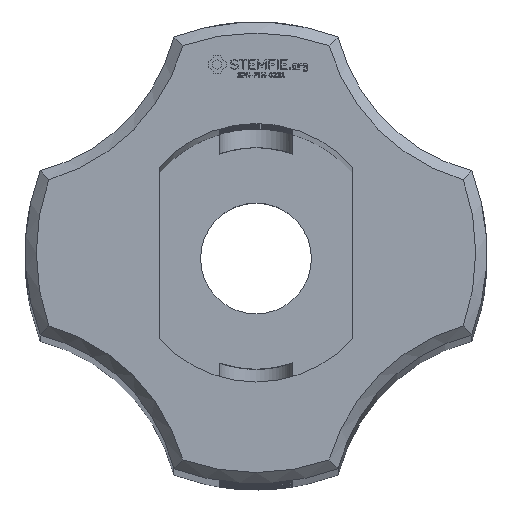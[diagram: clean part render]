
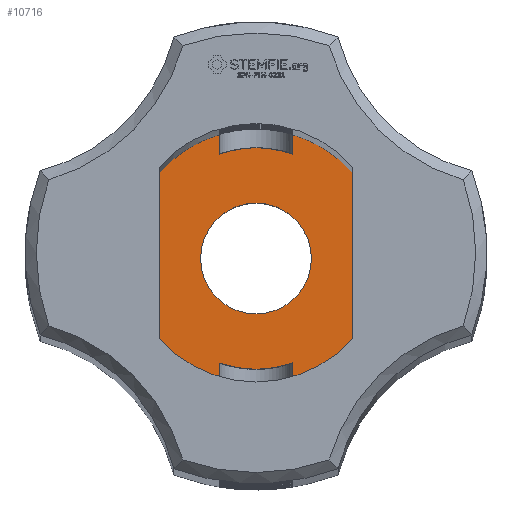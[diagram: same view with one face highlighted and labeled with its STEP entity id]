
A CAD part, top view. The second image highlights one B-rep face of the part: STEP entity #10716.
In plain terms, the highlighted planar face has unit normal (0, 0, 1).
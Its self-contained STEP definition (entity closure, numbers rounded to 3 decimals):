
#3100 = VERTEX_POINT('',#3101);
#3101 = CARTESIAN_POINT('',(2.829,0.998,11.));
#3124 = EDGE_CURVE('',#3125,#3100,#3127,.T.);
#3125 = VERTEX_POINT('',#3126);
#3126 = CARTESIAN_POINT('',(2.625,0.998,11.));
#3127 = LINE('',#3128,#3129);
#3128 = CARTESIAN_POINT('',(102.566,0.998,11.));
#3129 = VECTOR('',#3130,1.);
#3130 = DIRECTION('',(1.,0.,0.));
#3133 = VERTEX_POINT('',#3134);
#3134 = CARTESIAN_POINT('',(2.625,-0.998,11.));
#3141 = EDGE_CURVE('',#3133,#3142,#3144,.T.);
#3142 = VERTEX_POINT('',#3143);
#3143 = CARTESIAN_POINT('',(2.829,-0.998,11.));
#3144 = LINE('',#3145,#3146);
#3145 = CARTESIAN_POINT('',(102.566,-0.998,11.));
#3146 = VECTOR('',#3147,1.);
#3147 = DIRECTION('',(1.,0.,0.));
#10581 = EDGE_CURVE('',#10582,#3125,#10584,.T.);
#10582 = VERTEX_POINT('',#10583);
#10583 = CARTESIAN_POINT('',(2.625,2.315,11.));
#10584 = LINE('',#10585,#10586);
#10585 = CARTESIAN_POINT('',(2.625,2.315,11.));
#10586 = VECTOR('',#10587,1.);
#10587 = DIRECTION('',(0.,-1.,0.));
#10597 = VERTEX_POINT('',#10598);
#10598 = CARTESIAN_POINT('',(2.625,-2.315,11.));
#10604 = EDGE_CURVE('',#3133,#10597,#10605,.T.);
#10605 = LINE('',#10606,#10607);
#10606 = CARTESIAN_POINT('',(2.625,2.315,11.));
#10607 = VECTOR('',#10608,1.);
#10608 = DIRECTION('',(0.,-1.,0.));
#10703 = EDGE_CURVE('',#3100,#3142,#10704,.T.);
#10704 = CIRCLE('',#10705,3.);
#10705 = AXIS2_PLACEMENT_3D('',#10706,#10707,#10708);
#10706 = CARTESIAN_POINT('',(0.,0.,11.));
#10707 = DIRECTION('',(0.,0.,-1.));
#10708 = DIRECTION('',(0.,1.,0.));
#10716 = ADVANCED_FACE('',(#10717,#10858),#10869,.T.);
#10717 = FACE_BOUND('',#10718,.T.);
#10718 = EDGE_LOOP('',(#10719,#10720,#10721,#10722,#10723,#10732,#10740,
    #10749,#10758,#10766,#10775,#10783,#10791,#10800,#10808,#10816,
    #10825,#10833,#10842,#10850,#10857));
#10719 = ORIENTED_EDGE('',*,*,#3141,.T.);
#10720 = ORIENTED_EDGE('',*,*,#10703,.F.);
#10721 = ORIENTED_EDGE('',*,*,#3124,.F.);
#10722 = ORIENTED_EDGE('',*,*,#10581,.F.);
#10723 = ORIENTED_EDGE('',*,*,#10724,.T.);
#10724 = EDGE_CURVE('',#10582,#10725,#10727,.T.);
#10725 = VERTEX_POINT('',#10726);
#10726 = CARTESIAN_POINT('',(0.998,3.355,11.));
#10727 = CIRCLE('',#10728,3.5);
#10728 = AXIS2_PLACEMENT_3D('',#10729,#10730,#10731);
#10729 = CARTESIAN_POINT('',(0.,0.,11.)
  );
#10730 = DIRECTION('',(0.,0.,1.));
#10731 = DIRECTION('',(1.,0.,0.));
#10732 = ORIENTED_EDGE('',*,*,#10733,.T.);
#10733 = EDGE_CURVE('',#10725,#10734,#10736,.T.);
#10734 = VERTEX_POINT('',#10735);
#10735 = CARTESIAN_POINT('',(0.998,2.829,11.));
#10736 = LINE('',#10737,#10738);
#10737 = CARTESIAN_POINT('',(0.998,-102.566,11.));
#10738 = VECTOR('',#10739,1.);
#10739 = DIRECTION('',(0.,-1.,0.));
#10740 = ORIENTED_EDGE('',*,*,#10741,.F.);
#10741 = EDGE_CURVE('',#10742,#10734,#10744,.T.);
#10742 = VERTEX_POINT('',#10743);
#10743 = CARTESIAN_POINT('',(0.,3.,11.));
#10744 = CIRCLE('',#10745,3.);
#10745 = AXIS2_PLACEMENT_3D('',#10746,#10747,#10748);
#10746 = CARTESIAN_POINT('',(0.,0.,11.));
#10747 = DIRECTION('',(0.,0.,-1.));
#10748 = DIRECTION('',(0.,1.,0.));
#10749 = ORIENTED_EDGE('',*,*,#10750,.F.);
#10750 = EDGE_CURVE('',#10751,#10742,#10753,.T.);
#10751 = VERTEX_POINT('',#10752);
#10752 = CARTESIAN_POINT('',(-0.998,2.829,11.));
#10753 = CIRCLE('',#10754,3.);
#10754 = AXIS2_PLACEMENT_3D('',#10755,#10756,#10757);
#10755 = CARTESIAN_POINT('',(0.,0.,11.));
#10756 = DIRECTION('',(0.,0.,-1.));
#10757 = DIRECTION('',(0.,1.,0.));
#10758 = ORIENTED_EDGE('',*,*,#10759,.F.);
#10759 = EDGE_CURVE('',#10760,#10751,#10762,.T.);
#10760 = VERTEX_POINT('',#10761);
#10761 = CARTESIAN_POINT('',(-0.998,3.355,11.));
#10762 = LINE('',#10763,#10764);
#10763 = CARTESIAN_POINT('',(-0.998,-102.566,11.));
#10764 = VECTOR('',#10765,1.);
#10765 = DIRECTION('',(0.,-1.,0.));
#10766 = ORIENTED_EDGE('',*,*,#10767,.T.);
#10767 = EDGE_CURVE('',#10760,#10768,#10770,.T.);
#10768 = VERTEX_POINT('',#10769);
#10769 = CARTESIAN_POINT('',(-2.625,2.315,11.));
#10770 = CIRCLE('',#10771,3.5);
#10771 = AXIS2_PLACEMENT_3D('',#10772,#10773,#10774);
#10772 = CARTESIAN_POINT('',(0.,0.,11.)
  );
#10773 = DIRECTION('',(0.,0.,1.));
#10774 = DIRECTION('',(1.,0.,0.));
#10775 = ORIENTED_EDGE('',*,*,#10776,.T.);
#10776 = EDGE_CURVE('',#10768,#10777,#10779,.T.);
#10777 = VERTEX_POINT('',#10778);
#10778 = CARTESIAN_POINT('',(-2.625,0.998,11.));
#10779 = LINE('',#10780,#10781);
#10780 = CARTESIAN_POINT('',(-2.625,2.315,11.));
#10781 = VECTOR('',#10782,1.);
#10782 = DIRECTION('',(0.,-1.,0.));
#10783 = ORIENTED_EDGE('',*,*,#10784,.F.);
#10784 = EDGE_CURVE('',#10785,#10777,#10787,.T.);
#10785 = VERTEX_POINT('',#10786);
#10786 = CARTESIAN_POINT('',(-2.829,0.998,11.));
#10787 = LINE('',#10788,#10789);
#10788 = CARTESIAN_POINT('',(102.566,0.998,11.));
#10789 = VECTOR('',#10790,1.);
#10790 = DIRECTION('',(1.,0.,0.));
#10791 = ORIENTED_EDGE('',*,*,#10792,.F.);
#10792 = EDGE_CURVE('',#10793,#10785,#10795,.T.);
#10793 = VERTEX_POINT('',#10794);
#10794 = CARTESIAN_POINT('',(-2.829,-0.998,11.));
#10795 = CIRCLE('',#10796,3.);
#10796 = AXIS2_PLACEMENT_3D('',#10797,#10798,#10799);
#10797 = CARTESIAN_POINT('',(0.,0.,11.));
#10798 = DIRECTION('',(0.,0.,-1.));
#10799 = DIRECTION('',(0.,1.,0.));
#10800 = ORIENTED_EDGE('',*,*,#10801,.T.);
#10801 = EDGE_CURVE('',#10793,#10802,#10804,.T.);
#10802 = VERTEX_POINT('',#10803);
#10803 = CARTESIAN_POINT('',(-2.625,-0.998,11.));
#10804 = LINE('',#10805,#10806);
#10805 = CARTESIAN_POINT('',(102.566,-0.998,11.));
#10806 = VECTOR('',#10807,1.);
#10807 = DIRECTION('',(1.,0.,0.));
#10808 = ORIENTED_EDGE('',*,*,#10809,.T.);
#10809 = EDGE_CURVE('',#10802,#10810,#10812,.T.);
#10810 = VERTEX_POINT('',#10811);
#10811 = CARTESIAN_POINT('',(-2.625,-2.315,11.));
#10812 = LINE('',#10813,#10814);
#10813 = CARTESIAN_POINT('',(-2.625,2.315,11.));
#10814 = VECTOR('',#10815,1.);
#10815 = DIRECTION('',(0.,-1.,0.));
#10816 = ORIENTED_EDGE('',*,*,#10817,.T.);
#10817 = EDGE_CURVE('',#10810,#10818,#10820,.T.);
#10818 = VERTEX_POINT('',#10819);
#10819 = CARTESIAN_POINT('',(-0.998,-3.355,11.));
#10820 = CIRCLE('',#10821,3.5);
#10821 = AXIS2_PLACEMENT_3D('',#10822,#10823,#10824);
#10822 = CARTESIAN_POINT('',(0.,0.,11.)
  );
#10823 = DIRECTION('',(0.,0.,1.));
#10824 = DIRECTION('',(1.,0.,0.));
#10825 = ORIENTED_EDGE('',*,*,#10826,.F.);
#10826 = EDGE_CURVE('',#10827,#10818,#10829,.T.);
#10827 = VERTEX_POINT('',#10828);
#10828 = CARTESIAN_POINT('',(-0.998,-2.829,11.));
#10829 = LINE('',#10830,#10831);
#10830 = CARTESIAN_POINT('',(-0.998,-102.566,11.));
#10831 = VECTOR('',#10832,1.);
#10832 = DIRECTION('',(0.,-1.,0.));
#10833 = ORIENTED_EDGE('',*,*,#10834,.F.);
#10834 = EDGE_CURVE('',#10835,#10827,#10837,.T.);
#10835 = VERTEX_POINT('',#10836);
#10836 = CARTESIAN_POINT('',(0.998,-2.829,11.));
#10837 = CIRCLE('',#10838,3.);
#10838 = AXIS2_PLACEMENT_3D('',#10839,#10840,#10841);
#10839 = CARTESIAN_POINT('',(0.,0.,11.));
#10840 = DIRECTION('',(0.,0.,-1.));
#10841 = DIRECTION('',(0.,1.,0.));
#10842 = ORIENTED_EDGE('',*,*,#10843,.T.);
#10843 = EDGE_CURVE('',#10835,#10844,#10846,.T.);
#10844 = VERTEX_POINT('',#10845);
#10845 = CARTESIAN_POINT('',(0.998,-3.355,11.));
#10846 = LINE('',#10847,#10848);
#10847 = CARTESIAN_POINT('',(0.998,-102.566,11.));
#10848 = VECTOR('',#10849,1.);
#10849 = DIRECTION('',(0.,-1.,0.));
#10850 = ORIENTED_EDGE('',*,*,#10851,.T.);
#10851 = EDGE_CURVE('',#10844,#10597,#10852,.T.);
#10852 = CIRCLE('',#10853,3.5);
#10853 = AXIS2_PLACEMENT_3D('',#10854,#10855,#10856);
#10854 = CARTESIAN_POINT('',(0.,0.,11.)
  );
#10855 = DIRECTION('',(0.,0.,1.));
#10856 = DIRECTION('',(1.,0.,0.));
#10857 = ORIENTED_EDGE('',*,*,#10604,.F.);
#10858 = FACE_BOUND('',#10859,.T.);
#10859 = EDGE_LOOP('',(#10860));
#10860 = ORIENTED_EDGE('',*,*,#10861,.T.);
#10861 = EDGE_CURVE('',#10862,#10862,#10864,.T.);
#10862 = VERTEX_POINT('',#10863);
#10863 = CARTESIAN_POINT('',(0.,1.5,11.));
#10864 = CIRCLE('',#10865,1.5);
#10865 = AXIS2_PLACEMENT_3D('',#10866,#10867,#10868);
#10866 = CARTESIAN_POINT('',(0.,0.,11.));
#10867 = DIRECTION('',(0.,0.,-1.));
#10868 = DIRECTION('',(0.,1.,0.));
#10869 = PLANE('',#10870);
#10870 = AXIS2_PLACEMENT_3D('',#10871,#10872,#10873);
#10871 = CARTESIAN_POINT('',(0.,0.001,11.)
  );
#10872 = DIRECTION('',(0.,0.,1.));
#10873 = DIRECTION('',(0.,1.,0.));
